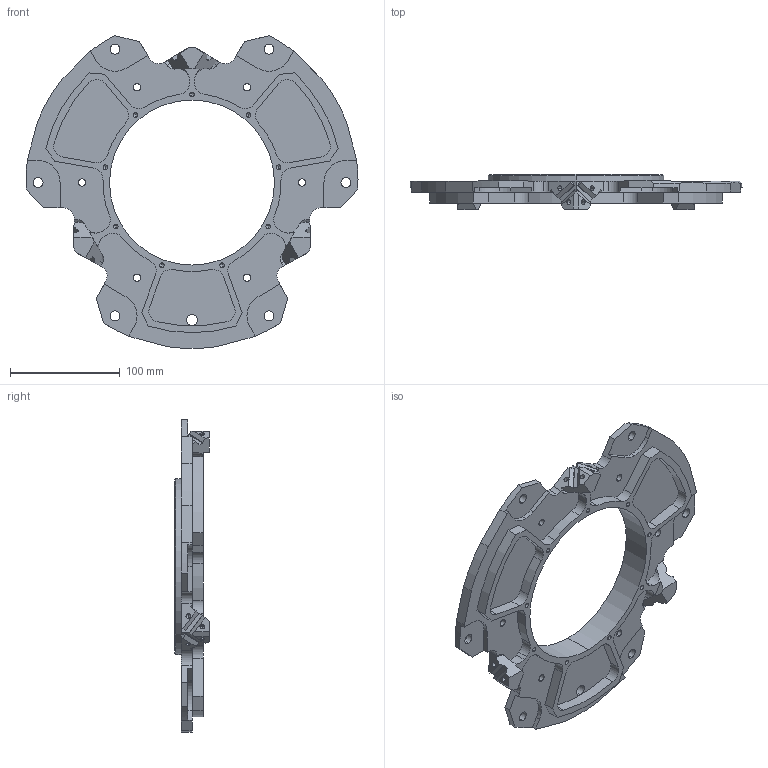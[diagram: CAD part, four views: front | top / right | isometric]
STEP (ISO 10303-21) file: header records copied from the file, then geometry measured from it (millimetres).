
FILE_DESCRIPTION (( 'STEP AP214' ), '1' );
FILE_NAME ('base-plate-2.STEP', '2020-10-06T11:52:22', ( '' ), ( '' ), 'SwSTEP 2.0', 'SolidWorks 2019', '' );
FILE_SCHEMA (( 'AUTOMOTIVE_DESIGN' ));
Length unit declared in the file: millimetre
Products named in the file (1): base-plate-2
Bounding box: 301.95 x 31.6 x 284.44 mm (x, y, z)
Volume: 495626.1 mm3; surface area: 136107.4 mm2
Topology: 1 solids, 1 shells, 373 faces, 1037 edges, 643 vertices
Faces by surface type: cylinder 173, plane 144, cone 56
Entity records: 12352 total; most frequent: CARTESIAN_POINT 2351, DIRECTION 2007, ORIENTED_EDGE 1990, EDGE_CURVE 995, AXIS2_PLACEMENT_3D 697, VERTEX_POINT 643, VECTOR 613, LINE 613
